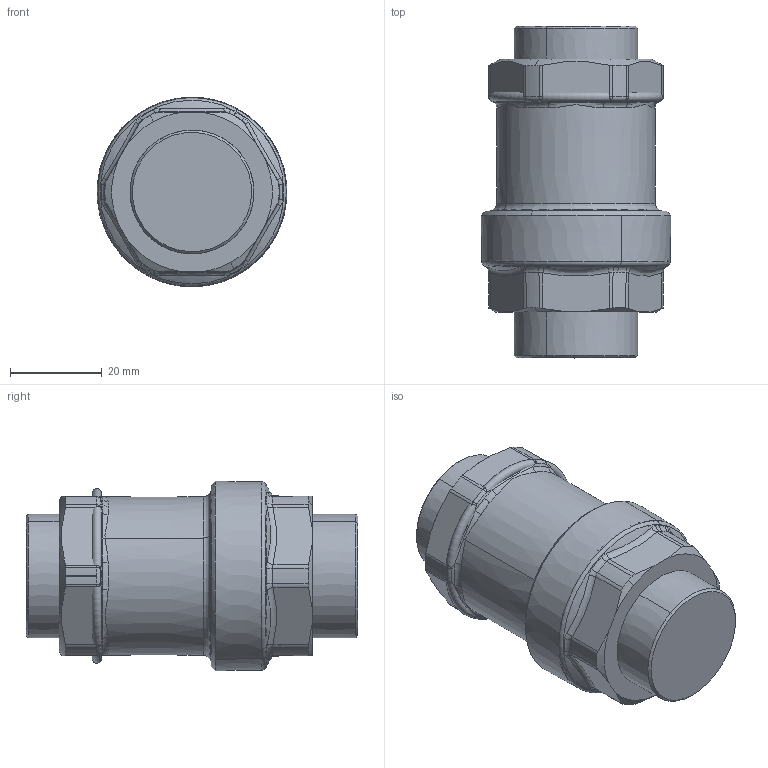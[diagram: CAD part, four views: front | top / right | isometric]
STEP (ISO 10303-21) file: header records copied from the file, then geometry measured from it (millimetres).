
FILE_DESCRIPTION((''),'2;1');
FILE_NAME('_127141M020001_SW0001','2017-02-02T',('sparenzan'),(''),'CREO PARAMETRIC BY PTC INC, 2016050','CREO PARAMETRIC BY PTC INC, 2016050','');
FILE_SCHEMA(('CONFIG_CONTROL_DESIGN'));
Length unit declared in the file: inch
Products named in the file (1): _127141M020001_SW0001
Bounding box: 41.25 x 72.3 x 41.37 mm (x, y, z)
Surface area: 17882.5 mm2 (no closed solid volume)
Topology: 0 solids, 0 shells, 161 faces, 792 edges, 784 vertices
Faces by surface type: bspline 135, torus 26
Entity records: 14988 total; most frequent: CARTESIAN_POINT 8306, DIRECTION 1011, TRIMMED_CURVE 809, DEFINITIONAL_REPRESENTATION 776, PCURVE 776, COMPOSITE_CURVE_SEGMENT 776, VECTOR 659, LINE 659
